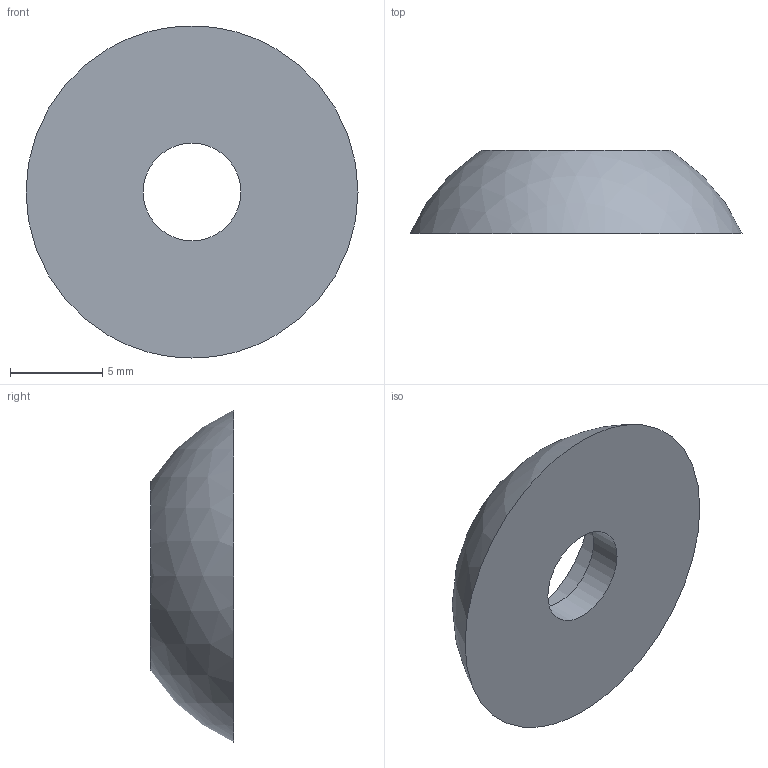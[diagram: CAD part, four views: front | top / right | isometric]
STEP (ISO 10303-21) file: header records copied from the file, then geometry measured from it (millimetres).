
FILE_DESCRIPTION(/* description */ ('RONDELLA RAGGIATA M 5 RAL. 7039'),/* implementation_level */ '2;1');
FILE_NAME(/* name */ 'DROXX0000012.stp',/* time_stamp */ '2018-02-06T15:30:58+01:00',/* author */ ('fzagni'),/* organization */ (''),/* preprocessor_version */ 'ST-DEVELOPER v16.1',/* originating_system */ 'Autodesk Inventor 2016',/* authorisation */ '');
FILE_SCHEMA (('AUTOMOTIVE_DESIGN { 1 0 10303 214 3 1 1 }'));
Length unit declared in the file: millimetre
Products named in the file (1): DROXX0000012
Bounding box: 18 x 4.5 x 18 mm (x, y, z)
Volume: 543.7 mm3; surface area: 685.4 mm2
Topology: 1 solids, 1 shells, 5 faces, 7 edges, 5 vertices
Faces by surface type: plane 2, cylinder 2, sphere 1
Full cylindrical faces by diameter (mm): 5.3 x1, 10.2 x1
Entity records: 144 total; most frequent: DIRECTION 22, CARTESIAN_POINT 16, AXIS2_PLACEMENT_3D 11, EDGE_LOOP 10, ORIENTED_EDGE 10, STYLED_ITEM 6, FACE_BOUND 5, FACE_OUTER_BOUND 5
